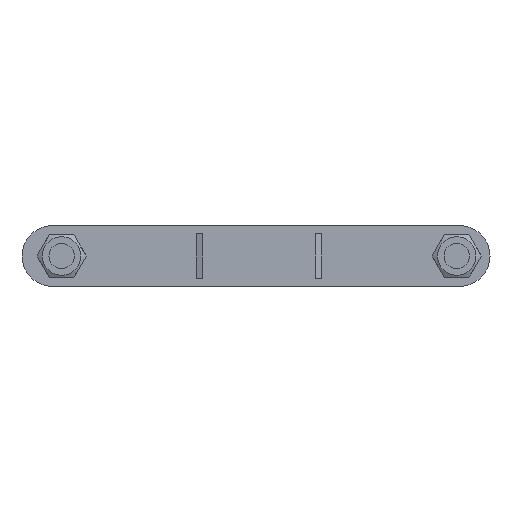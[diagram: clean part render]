
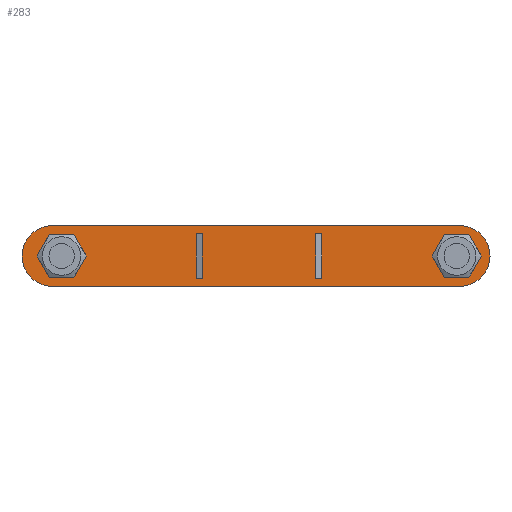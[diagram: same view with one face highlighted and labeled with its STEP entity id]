
A CAD part, front view. The second image highlights one B-rep face of the part: STEP entity #283.
In plain terms, the highlighted planar face has unit normal (0, -1, 0).
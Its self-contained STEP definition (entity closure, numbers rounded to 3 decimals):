
#283 = ADVANCED_FACE( '', ( #387, #388, #389, #390, #391 ), #392, .F. );
#387 = FACE_BOUND( '', #1475, .T. );
#388 = FACE_OUTER_BOUND( '', #1476, .T. );
#389 = FACE_BOUND( '', #1477, .T. );
#390 = FACE_BOUND( '', #1478, .T. );
#391 = FACE_BOUND( '', #1479, .T. );
#392 = PLANE( '', #1480 );
#1475 = EDGE_LOOP( '', ( #1736, #1737, #1738, #1739 ) );
#1476 = EDGE_LOOP( '', ( #1740, #1741, #1742, #1743, #1744, #1745 ) );
#1477 = EDGE_LOOP( '', ( #1746 ) );
#1478 = EDGE_LOOP( '', ( #1747, #1748, #1749, #1750 ) );
#1479 = EDGE_LOOP( '', ( #1751, #1752, #1753, #1754 ) );
#1480 = AXIS2_PLACEMENT_3D( '', #1755, #1756, #1757 );
#1736 = ORIENTED_EDGE( '', *, *, #2209, .F. );
#1737 = ORIENTED_EDGE( '', *, *, #2210, .T. );
#1738 = ORIENTED_EDGE( '', *, *, #2211, .T. );
#1739 = ORIENTED_EDGE( '', *, *, #2212, .F. );
#1740 = ORIENTED_EDGE( '', *, *, #2213, .F. );
#1741 = ORIENTED_EDGE( '', *, *, #2214, .F. );
#1742 = ORIENTED_EDGE( '', *, *, #2215, .F. );
#1743 = ORIENTED_EDGE( '', *, *, #2216, .F. );
#1744 = ORIENTED_EDGE( '', *, *, #2217, .F. );
#1745 = ORIENTED_EDGE( '', *, *, #2218, .F. );
#1746 = ORIENTED_EDGE( '', *, *, #2219, .T. );
#1747 = ORIENTED_EDGE( '', *, *, #2220, .F. );
#1748 = ORIENTED_EDGE( '', *, *, #2221, .F. );
#1749 = ORIENTED_EDGE( '', *, *, #2222, .F. );
#1750 = ORIENTED_EDGE( '', *, *, #2223, .F. );
#1751 = ORIENTED_EDGE( '', *, *, #2224, .T. );
#1752 = ORIENTED_EDGE( '', *, *, #2225, .T. );
#1753 = ORIENTED_EDGE( '', *, *, #2226, .F. );
#1754 = ORIENTED_EDGE( '', *, *, #2227, .F. );
#1755 = CARTESIAN_POINT( '', ( -102.05, 46., 0. ) );
#1756 = DIRECTION( '', ( 0., 1., 0. ) );
#1757 = DIRECTION( '', ( 0., 0., 1. ) );
#2209 = EDGE_CURVE( '', #2383, #2384, #2385, .T. );
#2210 = EDGE_CURVE( '', #2383, #2386, #2387, .T. );
#2211 = EDGE_CURVE( '', #2386, #2388, #2389, .T. );
#2212 = EDGE_CURVE( '', #2384, #2388, #2390, .T. );
#2213 = EDGE_CURVE( '', #2391, #2392, #2393, .T. );
#2214 = EDGE_CURVE( '', #2394, #2391, #2395, .T. );
#2215 = EDGE_CURVE( '', #2396, #2394, #2397, .T. );
#2216 = EDGE_CURVE( '', #2398, #2396, #2399, .T. );
#2217 = EDGE_CURVE( '', #2400, #2398, #2401, .T. );
#2218 = EDGE_CURVE( '', #2392, #2400, #2402, .T. );
#2219 = EDGE_CURVE( '', #2403, #2403, #2404, .T. );
#2220 = EDGE_CURVE( '', #2405, #2406, #2407, .T. );
#2221 = EDGE_CURVE( '', #2408, #2405, #2409, .T. );
#2222 = EDGE_CURVE( '', #2410, #2408, #2411, .T. );
#2223 = EDGE_CURVE( '', #2406, #2410, #2412, .T. );
#2224 = EDGE_CURVE( '', #2413, #2414, #2415, .T. );
#2225 = EDGE_CURVE( '', #2414, #2416, #2417, .T. );
#2226 = EDGE_CURVE( '', #2418, #2416, #2419, .T. );
#2227 = EDGE_CURVE( '', #2413, #2418, #2420, .T. );
#2383 = VERTEX_POINT( '', #2841 );
#2384 = VERTEX_POINT( '', #2842 );
#2385 = LINE( '', #2843, #2844 );
#2386 = VERTEX_POINT( '', #2845 );
#2387 = LINE( '', #2846, #2847 );
#2388 = VERTEX_POINT( '', #2848 );
#2389 = LINE( '', #2849, #2850 );
#2390 = LINE( '', #2851, #2852 );
#2391 = VERTEX_POINT( '', #2853 );
#2392 = VERTEX_POINT( '', #2854 );
#2393 = CIRCLE( '', #2855, 15. );
#2394 = VERTEX_POINT( '', #2856 );
#2395 = CIRCLE( '', #2857, 15. );
#2396 = VERTEX_POINT( '', #2858 );
#2397 = LINE( '', #2859, #2860 );
#2398 = VERTEX_POINT( '', #2861 );
#2399 = CIRCLE( '', #2862, 15. );
#2400 = VERTEX_POINT( '', #2863 );
#2401 = CIRCLE( '', #2864, 15. );
#2402 = LINE( '', #2865, #2866 );
#2403 = VERTEX_POINT( '', #2867 );
#2404 = CIRCLE( '', #2868, 6.9 );
#2405 = VERTEX_POINT( '', #2869 );
#2406 = VERTEX_POINT( '', #2870 );
#2407 = CIRCLE( '', #2871, 6.5 );
#2408 = VERTEX_POINT( '', #2872 );
#2409 = LINE( '', #2873, #2874 );
#2410 = VERTEX_POINT( '', #2875 );
#2411 = CIRCLE( '', #2876, 6.5 );
#2412 = LINE( '', #2877, #2878 );
#2413 = VERTEX_POINT( '', #2879 );
#2414 = VERTEX_POINT( '', #2880 );
#2415 = LINE( '', #2881, #2882 );
#2416 = VERTEX_POINT( '', #2883 );
#2417 = LINE( '', #2884, #2885 );
#2418 = VERTEX_POINT( '', #2886 );
#2419 = LINE( '', #2887, #2888 );
#2420 = LINE( '', #2889, #2890 );
#2841 = CARTESIAN_POINT( '', ( -31., 46., -11. ) );
#2842 = CARTESIAN_POINT( '', ( -28., 46., -11. ) );
#2843 = CARTESIAN_POINT( '', ( -31., 46., -11. ) );
#2844 = VECTOR( '', #3315, 1000. );
#2845 = CARTESIAN_POINT( '', ( -31., 46., 11. ) );
#2846 = CARTESIAN_POINT( '', ( -31., 46., -11. ) );
#2847 = VECTOR( '', #3316, 1000. );
#2848 = CARTESIAN_POINT( '', ( -28., 46., 11. ) );
#2849 = CARTESIAN_POINT( '', ( -31., 46., 11. ) );
#2850 = VECTOR( '', #3317, 1000. );
#2851 = CARTESIAN_POINT( '', ( -28., 46., -11. ) );
#2852 = VECTOR( '', #3318, 1000. );
#2853 = CARTESIAN_POINT( '', ( -117.05, 46., 0. ) );
#2854 = CARTESIAN_POINT( '', ( -102.05, 46., 15. ) );
#2855 = AXIS2_PLACEMENT_3D( '', #3319, #3320, #3321 );
#2856 = CARTESIAN_POINT( '', ( -102.05, 46., -15. ) );
#2857 = AXIS2_PLACEMENT_3D( '', #3322, #3323, #3324 );
#2858 = CARTESIAN_POINT( '', ( 98.95, 46., -15. ) );
#2859 = CARTESIAN_POINT( '', ( 98.95, 46., -15. ) );
#2860 = VECTOR( '', #3325, 1000. );
#2861 = CARTESIAN_POINT( '', ( 113.95, 46., 0. ) );
#2862 = AXIS2_PLACEMENT_3D( '', #3326, #3327, #3328 );
#2863 = CARTESIAN_POINT( '', ( 98.95, 46., 15. ) );
#2864 = AXIS2_PLACEMENT_3D( '', #3329, #3330, #3331 );
#2865 = CARTESIAN_POINT( '', ( -102.05, 46., 15. ) );
#2866 = VECTOR( '', #3332, 1000. );
#2867 = CARTESIAN_POINT( '', ( 104.4, 46., 0. ) );
#2868 = AXIS2_PLACEMENT_3D( '', #3333, #3334, #3335 );
#2869 = CARTESIAN_POINT( '', ( -100.5, 46., 6.5 ) );
#2870 = CARTESIAN_POINT( '', ( -100.5, 46., -6.5 ) );
#2871 = AXIS2_PLACEMENT_3D( '', #3336, #3337, #3338 );
#2872 = CARTESIAN_POINT( '', ( -94.5, 46., 6.5 ) );
#2873 = CARTESIAN_POINT( '', ( -94.5, 46., 6.5 ) );
#2874 = VECTOR( '', #3339, 1000. );
#2875 = CARTESIAN_POINT( '', ( -94.5, 46., -6.5 ) );
#2876 = AXIS2_PLACEMENT_3D( '', #3340, #3341, #3342 );
#2877 = CARTESIAN_POINT( '', ( -100.5, 46., -6.5 ) );
#2878 = VECTOR( '', #3343, 1000. );
#2879 = CARTESIAN_POINT( '', ( 31., 46., -11. ) );
#2880 = CARTESIAN_POINT( '', ( 28., 46., -11. ) );
#2881 = CARTESIAN_POINT( '', ( 31., 46., -11. ) );
#2882 = VECTOR( '', #3344, 1000. );
#2883 = CARTESIAN_POINT( '', ( 28., 46., 11. ) );
#2884 = CARTESIAN_POINT( '', ( 28., 46., -11. ) );
#2885 = VECTOR( '', #3345, 1000. );
#2886 = CARTESIAN_POINT( '', ( 31., 46., 11. ) );
#2887 = CARTESIAN_POINT( '', ( 31., 46., 11. ) );
#2888 = VECTOR( '', #3346, 1000. );
#2889 = CARTESIAN_POINT( '', ( 31., 46., -11. ) );
#2890 = VECTOR( '', #3347, 1000. );
#3315 = DIRECTION( '', ( 1., 0., 0. ) );
#3316 = DIRECTION( '', ( 0., 0., 1. ) );
#3317 = DIRECTION( '', ( 1., 0., 0. ) );
#3318 = DIRECTION( '', ( 0., 0., 1. ) );
#3319 = CARTESIAN_POINT( '', ( -102.05, 46., 0. ) );
#3320 = DIRECTION( '', ( 0., 1., 0. ) );
#3321 = DIRECTION( '', ( -1., 0., 0. ) );
#3322 = CARTESIAN_POINT( '', ( -102.05, 46., 0. ) );
#3323 = DIRECTION( '', ( 0., 1., 0. ) );
#3324 = DIRECTION( '', ( 0., 0., -1. ) );
#3325 = DIRECTION( '', ( -1., 0., 0. ) );
#3326 = CARTESIAN_POINT( '', ( 98.95, 46., 0. ) );
#3327 = DIRECTION( '', ( 0., 1., 0. ) );
#3328 = DIRECTION( '', ( 1., 0., 0. ) );
#3329 = CARTESIAN_POINT( '', ( 98.95, 46., 0. ) );
#3330 = DIRECTION( '', ( 0., 1., 0. ) );
#3331 = DIRECTION( '', ( 0., 0., 1. ) );
#3332 = DIRECTION( '', ( 1., 0., 0. ) );
#3333 = CARTESIAN_POINT( '', ( 97.5, 46., 0. ) );
#3334 = DIRECTION( '', ( 0., 1., 0. ) );
#3335 = DIRECTION( '', ( 1., 0., 0. ) );
#3336 = CARTESIAN_POINT( '', ( -100.5, 46., 0. ) );
#3337 = DIRECTION( '', ( 0., -1., 0. ) );
#3338 = DIRECTION( '', ( 0., 0., 1. ) );
#3339 = DIRECTION( '', ( -1., 0., 0. ) );
#3340 = CARTESIAN_POINT( '', ( -94.5, 46., 0. ) );
#3341 = DIRECTION( '', ( 0., -1., 0. ) );
#3342 = DIRECTION( '', ( 0., 0., -1. ) );
#3343 = DIRECTION( '', ( 1., 0., 0. ) );
#3344 = DIRECTION( '', ( -1., 0., 0. ) );
#3345 = DIRECTION( '', ( 0., 0., 1. ) );
#3346 = DIRECTION( '', ( -1., 0., 0. ) );
#3347 = DIRECTION( '', ( 0., 0., 1. ) );
